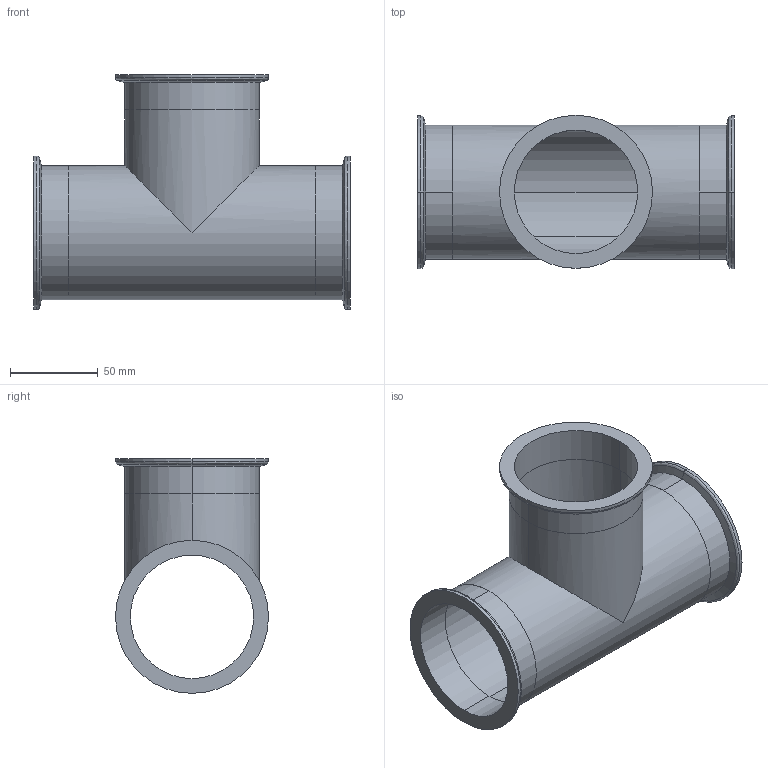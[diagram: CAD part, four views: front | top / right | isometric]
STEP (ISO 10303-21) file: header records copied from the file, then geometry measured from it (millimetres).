
FILE_DESCRIPTION( (''), '2;1');
FILE_NAME ('CAD714.768.VP7063_19362.stp','2016-04-04T16:22:31',(''),(''),'spGate 11.3.9','spGate','');
FILE_SCHEMA (('AUTOMOTIVE_DESIGN'));
Length unit declared in the file: millimetre
Products named in the file (3): Assembly; VP7063-1; VP3063
Assembly tree (4 placements, depth 2):
  Assembly
    VP7063-1
    VP3063  x3
Bounding box: 180 x 87 x 133.45 mm (x, y, z)
Volume: 134374.9 mm3; surface area: 116508.6 mm2
Topology: 4 solids, 4 shells, 47 faces, 102 edges, 64 vertices
Faces by surface type: cylinder 26, bspline 12, plane 9
Entity records: 1431 total; most frequent: CARTESIAN_POINT 402, DIRECTION 114, ORIENTED_EDGE 108, COLOUR_RGB 79, PRESENTATION_STYLE_ASSIGNMENT 79, STYLED_ITEM 79, AXIS2_PLACEMENT_3D 57, EDGE_CURVE 54
